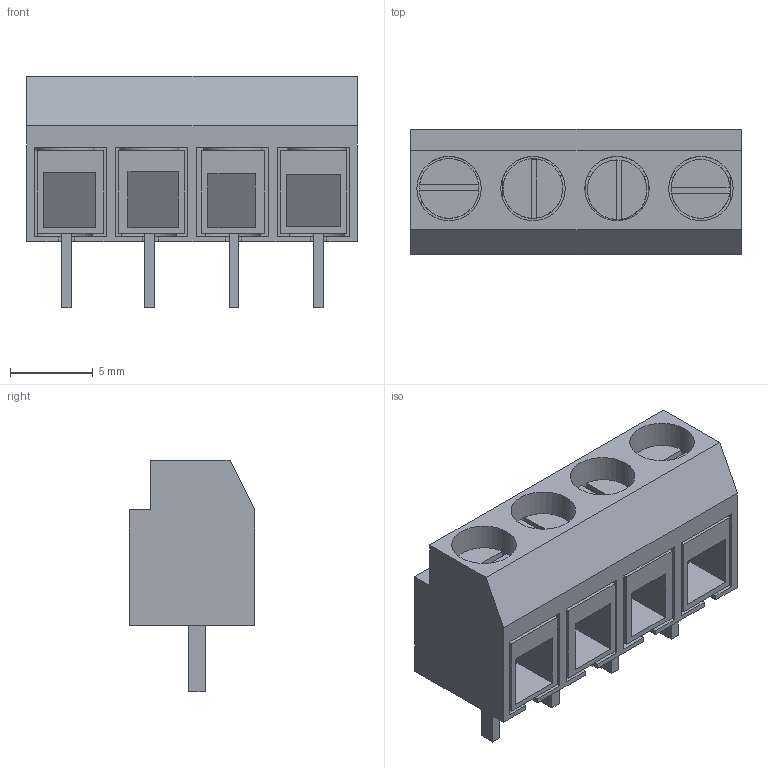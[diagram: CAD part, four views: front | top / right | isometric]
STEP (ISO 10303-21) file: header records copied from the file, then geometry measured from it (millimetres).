
FILE_DESCRIPTION(('FreeCAD Model'),'2;1');
FILE_NAME('KiCad/*3d_CAD Models/4_PIN_Block.step', '2020-01-30T15:34:32',('Author'),(''), 'Open CASCADE STEP processor 7.2','FreeCAD','Unknown');
FILE_SCHEMA(('AUTOMOTIVE_DESIGN { 1 0 10303 214 1 1 1 1 }'));
Length unit declared in the file: millimetre
Products named in the file (6): Pocket011; Pocket012; Draft; Draft001; Pocket010; Body
Bounding box: 20 x 7.6 x 14 mm (x, y, z)
Volume: 1764.9 mm3; surface area: 3515.8 mm2
Topology: 6 solids, 6 shells, 200 faces, 554 edges, 366 vertices
Faces by surface type: plane 188, cylinder 12
Full cylindrical faces by diameter (mm): 3.558 x1, 3.6 x2, 3.61 x1, 3.9 x8
Entity records: 6454 total; most frequent: CARTESIAN_POINT 1121, ORIENTED_EDGE 1108, DIRECTION 1028, EDGE_CURVE 554, LINE 482, VECTOR 482, VERTEX_POINT 366, AXIS2_PLACEMENT_3D 273
